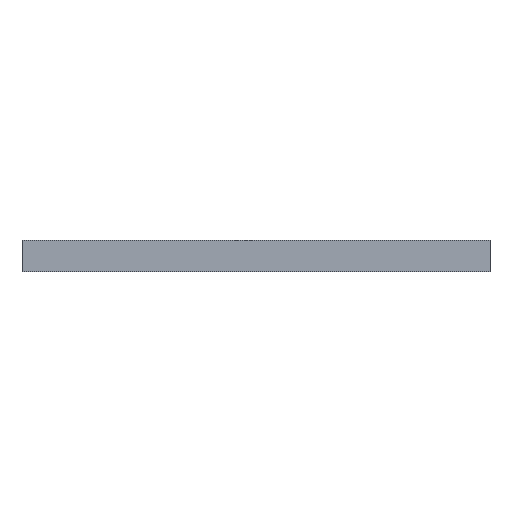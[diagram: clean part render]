
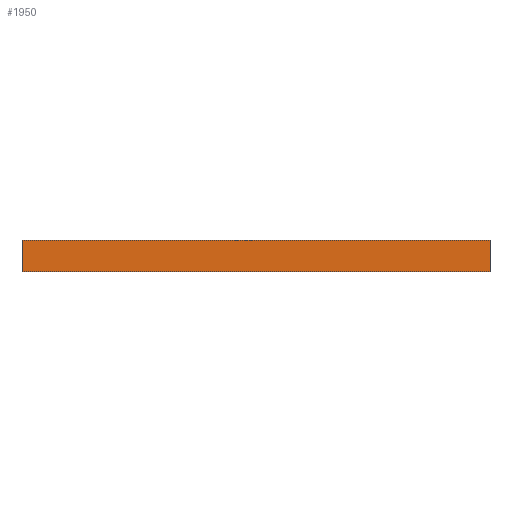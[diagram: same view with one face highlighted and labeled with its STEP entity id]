
A CAD part, front view. The second image highlights one B-rep face of the part: STEP entity #1950.
In plain terms, the highlighted planar face has unit normal (0, -1, 0).
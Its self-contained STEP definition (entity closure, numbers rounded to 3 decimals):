
#1894=CARTESIAN_POINT('',(539.589,113.962,20.0));
#1895=VERTEX_POINT('',#1894);
#1902=CARTESIAN_POINT('',(539.589,113.962,0.0));
#1903=VERTEX_POINT('',#1902);
#1904=CARTESIAN_POINT('',(539.589,113.962,0.0));
#1905=DIRECTION('',(0.0,0.0,1.0));
#1906=VECTOR('',#1905,20.0);
#1907=LINE('',#1904,#1906);
#1908=EDGE_CURVE('',#1903,#1895,#1907,.T.);
#1920=CARTESIAN_POINT('',(539.589,113.962,0.0));
#1921=DIRECTION('',(0.0,-1.0,0.0));
#1922=DIRECTION('',(0.0,0.0,-1.0));
#1923=AXIS2_PLACEMENT_3D('',#1920,#1921,#1922);
#1924=PLANE('',#1923);
#1925=CARTESIAN_POINT('',(239.589,113.962,20.0));
#1926=VERTEX_POINT('',#1925);
#1927=CARTESIAN_POINT('',(539.589,113.962,20.0));
#1928=DIRECTION('',(-1.0,0.0,0.0));
#1929=VECTOR('',#1928,300.0);
#1930=LINE('',#1927,#1929);
#1931=EDGE_CURVE('',#1895,#1926,#1930,.T.);
#1932=ORIENTED_EDGE('',*,*,#1931,.T.);
#1933=CARTESIAN_POINT('',(239.589,113.962,0.0));
#1934=VERTEX_POINT('',#1933);
#1935=CARTESIAN_POINT('',(239.589,113.962,0.0));
#1936=DIRECTION('',(0.0,0.0,1.0));
#1937=VECTOR('',#1936,20.0);
#1938=LINE('',#1935,#1937);
#1939=EDGE_CURVE('',#1934,#1926,#1938,.T.);
#1940=ORIENTED_EDGE('',*,*,#1939,.F.);
#1941=CARTESIAN_POINT('',(539.589,113.962,0.0));
#1942=DIRECTION('',(-1.0,0.0,0.0));
#1943=VECTOR('',#1942,300.0);
#1944=LINE('',#1941,#1943);
#1945=EDGE_CURVE('',#1903,#1934,#1944,.T.);
#1946=ORIENTED_EDGE('',*,*,#1945,.F.);
#1947=ORIENTED_EDGE('',*,*,#1908,.T.);
#1948=EDGE_LOOP('',(#1932,#1940,#1946,#1947));
#1949=FACE_OUTER_BOUND('',#1948,.T.);
#1950=ADVANCED_FACE('',(#1949),#1924,.T.);
